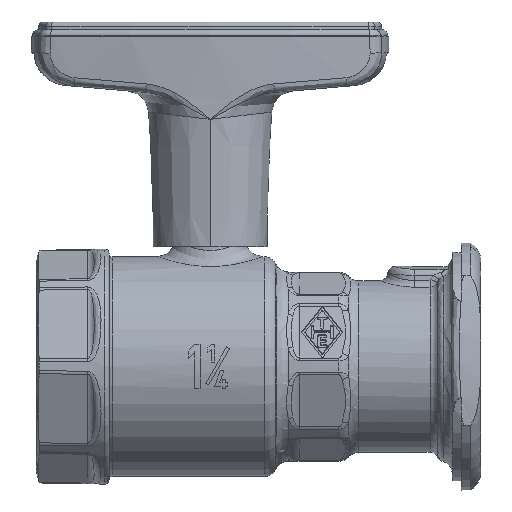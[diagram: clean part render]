
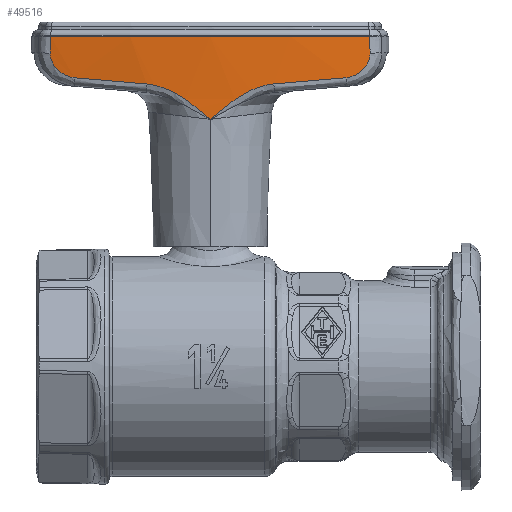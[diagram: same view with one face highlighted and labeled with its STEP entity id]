
A CAD part, top view. The second image highlights one B-rep face of the part: STEP entity #49516.
In plain terms, the highlighted conical face has half-angle 2 degrees and reference radius 199.618 mm.
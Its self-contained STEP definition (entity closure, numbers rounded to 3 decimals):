
#28594=CARTESIAN_POINT('',(0.,75.1,-185.35));
#28595=DIRECTION('',(0.,-1.,0.));
#28596=DIRECTION('',(0.182,0.,0.983));
#28597=AXIS2_PLACEMENT_3D('',#28594,#28595,#28596);
#28631=CARTESIAN_POINT('',(36.365,71.268,11.127));
#28632=CARTESIAN_POINT('',(36.359,71.692,11.143));
#28633=CARTESIAN_POINT('',(36.346,72.541,11.176));
#28634=CARTESIAN_POINT('',(36.327,73.818,11.224));
#28635=CARTESIAN_POINT('',(36.314,74.672,11.257));
#28636=CARTESIAN_POINT('',(36.307,75.1,11.274));
#28824=CARTESIAN_POINT('',(0.,56.217,
13.938));
#28865=CARTESIAN_POINT('',(0.,56.217,
13.938));
#28866=CARTESIAN_POINT('',(0.877,56.984,
13.965));
#28867=CARTESIAN_POINT('',(2.552,58.438,14.004));
#28868=CARTESIAN_POINT('',(4.926,60.289,14.024));
#28869=CARTESIAN_POINT('',(7.153,61.752,14.007));
#28870=CARTESIAN_POINT('',(9.22,62.834,13.959));
#28871=CARTESIAN_POINT('',(11.122,63.583,13.888));
#28872=CARTESIAN_POINT('',(12.873,64.051,13.799));
#28873=CARTESIAN_POINT('',(13.96,64.209,13.729));
#28874=CARTESIAN_POINT('',(14.481,64.254,13.693));
#28897=CARTESIAN_POINT('',(30.875,65.674,11.866));
#28898=CARTESIAN_POINT('',(31.141,65.697,11.825));
#28899=CARTESIAN_POINT('',(31.686,65.785,11.742));
#28900=CARTESIAN_POINT('',(32.562,66.066,11.609));
#28901=CARTESIAN_POINT('',(33.43,66.495,11.479));
#28902=CARTESIAN_POINT('',(34.24,67.054,11.359));
#28903=CARTESIAN_POINT('',(34.936,67.703,11.26));
#28904=CARTESIAN_POINT('',(35.492,68.4,11.185));
#28905=CARTESIAN_POINT('',(35.905,69.116,11.135));
#28906=CARTESIAN_POINT('',(36.182,69.829,11.11));
#28907=CARTESIAN_POINT('',(36.34,70.547,11.106));
#28908=CARTESIAN_POINT('',(36.369,71.027,11.118));
#28909=CARTESIAN_POINT('',(36.365,71.268,11.127));
#29148=CARTESIAN_POINT('',(30.875,65.674,11.866));
#29149=CARTESIAN_POINT('',(29.066,65.517,12.144));
#29150=CARTESIAN_POINT('',(25.438,65.203,12.65));
#29151=CARTESIAN_POINT('',(19.967,64.729,13.26));
#29152=CARTESIAN_POINT('',(16.311,64.413,13.565));
#29153=CARTESIAN_POINT('',(14.481,64.254,13.693));
#31477=CARTESIAN_POINT('',(-14.482,64.254,
13.693));
#31478=CARTESIAN_POINT('',(-13.96,64.209,
13.729));
#31479=CARTESIAN_POINT('',(-12.873,64.051,
13.799));
#31480=CARTESIAN_POINT('',(-11.122,63.583,
13.888));
#31481=CARTESIAN_POINT('',(-9.22,62.834,
13.959));
#31482=CARTESIAN_POINT('',(-7.153,61.752,
14.007));
#31483=CARTESIAN_POINT('',(-4.927,60.289,
14.024));
#31484=CARTESIAN_POINT('',(-2.553,58.438,
14.004));
#31485=CARTESIAN_POINT('',(-0.877,56.984,
13.965));
#31486=CARTESIAN_POINT('',(0.,56.217,
13.938));
#31500=CARTESIAN_POINT('',(-30.875,65.674,
11.866));
#31501=CARTESIAN_POINT('',(-29.063,65.517,
12.144));
#31502=CARTESIAN_POINT('',(-25.432,65.202,
12.651));
#31503=CARTESIAN_POINT('',(-19.965,64.729,
13.26));
#31504=CARTESIAN_POINT('',(-16.31,64.412,
13.565));
#31505=CARTESIAN_POINT('',(-14.482,64.254,
13.693));
#31528=CARTESIAN_POINT('',(-30.875,65.674,
11.866));
#31529=CARTESIAN_POINT('',(-31.14,65.697,
11.826));
#31530=CARTESIAN_POINT('',(-31.683,65.785,
11.743));
#31531=CARTESIAN_POINT('',(-32.559,66.065,
11.61));
#31532=CARTESIAN_POINT('',(-33.426,66.493,
11.48));
#31533=CARTESIAN_POINT('',(-34.234,67.05,
11.36));
#31534=CARTESIAN_POINT('',(-34.93,67.698,
11.261));
#31535=CARTESIAN_POINT('',(-35.488,68.395,
11.185));
#31536=CARTESIAN_POINT('',(-35.902,69.111,
11.135));
#31537=CARTESIAN_POINT('',(-36.181,69.823,
11.11));
#31538=CARTESIAN_POINT('',(-36.34,70.545,
11.106));
#31539=CARTESIAN_POINT('',(-36.369,71.026,
11.118));
#31540=CARTESIAN_POINT('',(-36.365,71.268,
11.127));
#31641=CARTESIAN_POINT('',(-36.307,75.1,11.274));
#31642=CARTESIAN_POINT('',(-36.314,74.672,
11.257));
#31643=CARTESIAN_POINT('',(-36.327,73.818,
11.224));
#31644=CARTESIAN_POINT('',(-36.346,72.541,
11.176));
#31645=CARTESIAN_POINT('',(-36.359,71.692,
11.143));
#31646=CARTESIAN_POINT('',(-36.365,71.268,
11.127));
#41185=VERTEX_POINT('',#28824);
#41189=VERTEX_POINT('',#28897);
#41190=VERTEX_POINT('',#28909);
#41192=VERTEX_POINT('',#29153);
#41207=VERTEX_POINT('',#31528);
#41208=VERTEX_POINT('',#31540);
#41210=VERTEX_POINT('',#31505);
#41274=CARTESIAN_POINT('',(36.307,75.1,11.274));
#41275=CARTESIAN_POINT('',(-36.307,75.1,11.274));
#41276=VERTEX_POINT('',#41274);
#41277=VERTEX_POINT('',#41275);
#49494=CARTESIAN_POINT('',(0.,65.659,-185.35));
#49495=DIRECTION('',(0.,1.,0.));
#49496=DIRECTION('',(0.,0.,-1.));
#49497=AXIS2_PLACEMENT_3D('',#49494,#49495,#49496);
#49498=CONICAL_SURFACE('',#49497,199.618,2.);
#49499=ORIENTED_EDGE('',*,*,#48930,.F.);
#49500=ORIENTED_EDGE('',*,*,#48998,.F.);
#49502=ORIENTED_EDGE('',*,*,#49501,.F.);
#49504=ORIENTED_EDGE('',*,*,#49503,.T.);
#49505=ORIENTED_EDGE('',*,*,#49487,.F.);
#49507=ORIENTED_EDGE('',*,*,#49506,.F.);
#49509=ORIENTED_EDGE('',*,*,#49508,.F.);
#49511=ORIENTED_EDGE('',*,*,#49510,.T.);
#49513=ORIENTED_EDGE('',*,*,#49512,.F.);
#49514=EDGE_LOOP('',(#49499,#49500,#49502,#49504,#49505,#49507,#49509,#49511,
#49513));
#49515=FACE_OUTER_BOUND('',#49514,.F.);
#49516=ADVANCED_FACE('',(#49515),#49498,.T.);
#28598=CIRCLE('',#28597,199.948);
#28637=B_SPLINE_CURVE_WITH_KNOTS('',3,(#28631,#28632,#28633,#28634,#28635,
#28636),.UNSPECIFIED.,.F.,.F.,(4,1,1,4),(0.,0.333,
0.667,1.),.UNSPECIFIED.);
#28875=B_SPLINE_CURVE_WITH_KNOTS('',3,(#28865,#28866,#28867,#28868,#28869,
#28870,#28871,#28872,#28873,#28874),.UNSPECIFIED.,.F.,.F.,(4,1,1,1,1,1,1,4),(
0.,0.143,0.286,0.429,0.571,
0.714,0.857,1.),.UNSPECIFIED.);
#28910=B_SPLINE_CURVE_WITH_KNOTS('',3,(#28897,#28898,#28899,#28900,#28901,
#28902,#28903,#28904,#28905,#28906,#28907,#28908,#28909),.UNSPECIFIED.,.F.,.F.,(
4,1,1,1,1,1,1,1,1,1,4),(0.,0.1,0.2,0.3,0.4,0.5,0.6,0.7,0.8,
0.9,1.),.UNSPECIFIED.);
#29154=B_SPLINE_CURVE_WITH_KNOTS('',3,(#29148,#29149,#29150,#29151,#29152,
#29153),.UNSPECIFIED.,.F.,.F.,(4,1,1,4),(0.,0.333,
0.667,1.),.UNSPECIFIED.);
#31487=B_SPLINE_CURVE_WITH_KNOTS('',3,(#31477,#31478,#31479,#31480,#31481,
#31482,#31483,#31484,#31485,#31486),.UNSPECIFIED.,.F.,.F.,(4,1,1,1,1,1,1,4),(
0.,0.143,0.286,0.429,0.571,
0.714,0.857,1.),.UNSPECIFIED.);
#31506=B_SPLINE_CURVE_WITH_KNOTS('',3,(#31500,#31501,#31502,#31503,#31504,
#31505),.UNSPECIFIED.,.F.,.F.,(4,1,1,4),(0.,0.333,
0.667,1.),.UNSPECIFIED.);
#31541=B_SPLINE_CURVE_WITH_KNOTS('',3,(#31528,#31529,#31530,#31531,#31532,
#31533,#31534,#31535,#31536,#31537,#31538,#31539,#31540),.UNSPECIFIED.,.F.,.F.,(
4,1,1,1,1,1,1,1,1,1,4),(0.,0.1,0.2,0.3,0.4,0.5,0.6,0.7,0.8,
0.9,1.),.UNSPECIFIED.);
#31647=B_SPLINE_CURVE_WITH_KNOTS('',3,(#31641,#31642,#31643,#31644,#31645,
#31646),.UNSPECIFIED.,.F.,.F.,(4,1,1,4),(0.,0.333,
0.667,1.),.UNSPECIFIED.);
#48930=EDGE_CURVE('',#41276,#41277,#28598,.T.);
#48998=EDGE_CURVE('',#41190,#41276,#28637,.T.);
#49487=EDGE_CURVE('',#41185,#41192,#28875,.T.);
#49501=EDGE_CURVE('',#41189,#41190,#28910,.T.);
#49503=EDGE_CURVE('',#41189,#41192,#29154,.T.);
#49506=EDGE_CURVE('',#41210,#41185,#31487,.T.);
#49508=EDGE_CURVE('',#41207,#41210,#31506,.T.);
#49510=EDGE_CURVE('',#41207,#41208,#31541,.T.);
#49512=EDGE_CURVE('',#41277,#41208,#31647,.T.);
